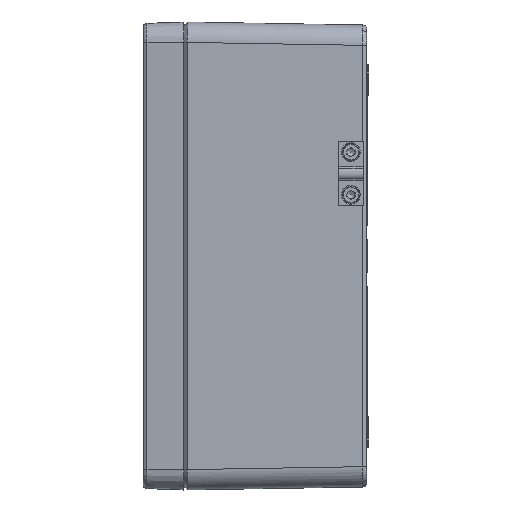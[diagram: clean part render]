
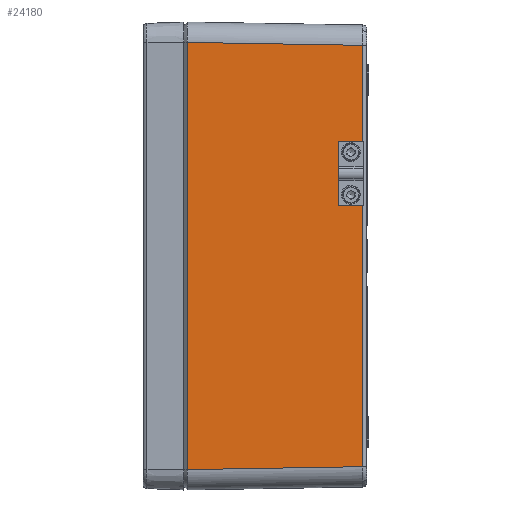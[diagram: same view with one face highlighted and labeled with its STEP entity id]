
A CAD part, left-side view. The second image highlights one B-rep face of the part: STEP entity #24180.
In plain terms, the highlighted planar face has unit normal (-1, -0.017, 0).
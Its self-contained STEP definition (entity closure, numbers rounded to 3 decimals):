
#1574=FACE_BOUND('',#6090,.T.);
#1575=FACE_BOUND('',#6091,.T.);
#1576=FACE_BOUND('',#6092,.T.);
#2220=CIRCLE('',#26182,2.5);
#2222=CIRCLE('',#26186,2.5);
#2224=CIRCLE('',#26190,0.9);
#3106=PLANE('',#26561);
#4275=FACE_OUTER_BOUND('',#6089,.T.);
#6089=EDGE_LOOP('',(#19810,#19811,#19812,#19813));
#6090=EDGE_LOOP('',(#19814));
#6091=EDGE_LOOP('',(#19815));
#6092=EDGE_LOOP('',(#19816));
#7833=LINE('',#44035,#9699);
#7834=LINE('',#44036,#9700);
#7835=LINE('',#44038,#9701);
#7836=LINE('',#44039,#9702);
#9699=VECTOR('',#31166,1000.);
#9700=VECTOR('',#31167,1000.);
#9701=VECTOR('',#31168,1000.);
#9702=VECTOR('',#31169,1000.);
#11513=VERTEX_POINT('',#39536);
#11515=VERTEX_POINT('',#39542);
#11517=VERTEX_POINT('',#39548);
#11649=VERTEX_POINT('',#39993);
#12150=VERTEX_POINT('',#44033);
#12151=VERTEX_POINT('',#44034);
#12152=VERTEX_POINT('',#44037);
#14282=EDGE_CURVE('',#11513,#11513,#2220,.T.);
#14284=EDGE_CURVE('',#11515,#11515,#2222,.T.);
#14286=EDGE_CURVE('',#11517,#11517,#2224,.T.);
#14934=EDGE_CURVE('',#12150,#12151,#7833,.T.);
#14935=EDGE_CURVE('',#12151,#11649,#7834,.T.);
#14936=EDGE_CURVE('',#11649,#12152,#7835,.T.);
#14937=EDGE_CURVE('',#12152,#12150,#7836,.T.);
#19810=ORIENTED_EDGE('',*,*,#14934,.T.);
#19811=ORIENTED_EDGE('',*,*,#14935,.T.);
#19812=ORIENTED_EDGE('',*,*,#14936,.T.);
#19813=ORIENTED_EDGE('',*,*,#14937,.T.);
#19814=ORIENTED_EDGE('',*,*,#14282,.F.);
#19815=ORIENTED_EDGE('',*,*,#14284,.F.);
#19816=ORIENTED_EDGE('',*,*,#14286,.F.);
#24180=ADVANCED_FACE('',(#4275,#1574,#1575,#1576),#3106,.T.);
#26182=AXIS2_PLACEMENT_3D('',#39537,#30194,#30195);
#26186=AXIS2_PLACEMENT_3D('',#39543,#30202,#30203);
#26190=AXIS2_PLACEMENT_3D('',#39549,#30210,#30211);
#26561=AXIS2_PLACEMENT_3D('',#44032,#31164,#31165);
#30194=DIRECTION('center_axis',(-1.,-0.017,0.));
#30195=DIRECTION('ref_axis',(0.017,-1.,0.));
#30202=DIRECTION('center_axis',(-1.,-0.017,0.));
#30203=DIRECTION('ref_axis',(0.017,-1.,0.));
#30210=DIRECTION('center_axis',(-1.,-0.017,0.));
#30211=DIRECTION('ref_axis',(0.017,-1.,0.));
#31164=DIRECTION('center_axis',(-1.,-0.017,0.));
#31165=DIRECTION('ref_axis',(0.017,-1.,0.));
#31166=DIRECTION('',(0.017,-1.,0.017));
#31167=DIRECTION('',(0.,0.,1.));
#31168=DIRECTION('',(-0.017,1.,0.017));
#31169=DIRECTION('',(0.,0.,-1.));
#39536=CARTESIAN_POINT('',(-138.592,-84.534,30.034));
#39537=CARTESIAN_POINT('Origin',(-138.634,-82.034,30.034));
#39542=CARTESIAN_POINT('',(-138.592,-84.534,51.034));
#39543=CARTESIAN_POINT('Origin',(-138.634,-82.034,51.034));
#39548=CARTESIAN_POINT('',(-138.619,-82.934,40.534));
#39549=CARTESIAN_POINT('Origin',(-138.634,-82.034,40.534));
#39993=CARTESIAN_POINT('',(-138.534,-88.033,103.535));
#44032=CARTESIAN_POINT('Origin',(-140.,0.,-115.));
#44033=CARTESIAN_POINT('',(-139.97,-1.788,-104.972));
#44034=CARTESIAN_POINT('',(-138.534,-88.033,-103.535));
#44035=CARTESIAN_POINT('',(-140.003,0.166,-105.004));
#44036=CARTESIAN_POINT('',(-138.534,-88.033,103.503));
#44037=CARTESIAN_POINT('',(-139.97,-1.788,104.972));
#44038=CARTESIAN_POINT('',(-139.939,-3.661,104.94));
#44039=CARTESIAN_POINT('',(-139.97,-1.788,-115.));
